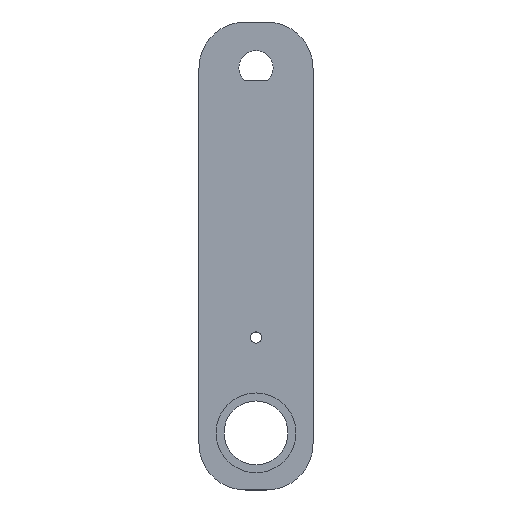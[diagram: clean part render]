
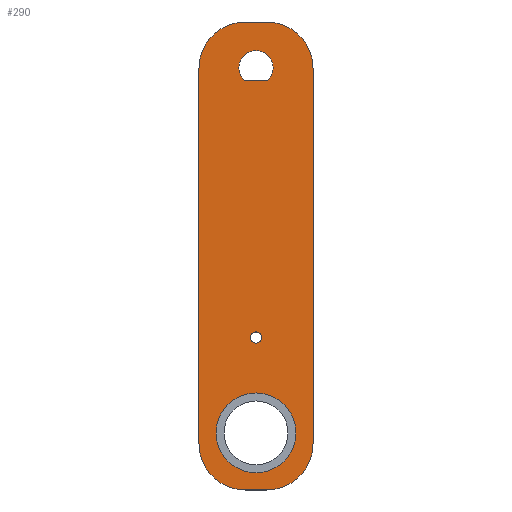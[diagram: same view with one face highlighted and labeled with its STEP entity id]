
A CAD part, top view. The second image highlights one B-rep face of the part: STEP entity #290.
In plain terms, the highlighted planar face has unit normal (0, 0, 1).
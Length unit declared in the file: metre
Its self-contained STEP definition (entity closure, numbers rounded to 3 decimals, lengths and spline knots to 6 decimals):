
#21=CIRCLE('',#310,0.020279);
#23=CIRCLE('',#314,0.020279);
#25=CIRCLE('',#318,0.020279);
#27=CIRCLE('',#323,0.0175);
#28=CIRCLE('',#325,0.0025);
#31=CIRCLE('',#329,0.0075);
#33=CIRCLE('',#332,0.020279);
#88=ORIENTED_EDGE('',*,*,#140,.T.);
#89=ORIENTED_EDGE('',*,*,#147,.F.);
#90=ORIENTED_EDGE('',*,*,#144,.F.);
#91=ORIENTED_EDGE('',*,*,#143,.F.);
#92=ORIENTED_EDGE('',*,*,#118,.T.);
#93=ORIENTED_EDGE('',*,*,#122,.T.);
#94=ORIENTED_EDGE('',*,*,#125,.T.);
#95=ORIENTED_EDGE('',*,*,#128,.T.);
#96=ORIENTED_EDGE('',*,*,#131,.F.);
#97=ORIENTED_EDGE('',*,*,#134,.T.);
#98=ORIENTED_EDGE('',*,*,#137,.F.);
#99=ORIENTED_EDGE('',*,*,#149,.T.);
#118=EDGE_CURVE('',#155,#154,#180,.T.);
#122=EDGE_CURVE('',#154,#157,#21,.T.);
#125=EDGE_CURVE('',#157,#159,#185,.T.);
#128=EDGE_CURVE('',#159,#161,#23,.T.);
#131=EDGE_CURVE('',#163,#161,#189,.T.);
#134=EDGE_CURVE('',#163,#165,#25,.T.);
#137=EDGE_CURVE('',#167,#165,#193,.T.);
#140=EDGE_CURVE('',#171,#170,#196,.T.);
#143=EDGE_CURVE('',#173,#173,#27,.T.);
#144=EDGE_CURVE('',#174,#174,#28,.T.);
#147=EDGE_CURVE('',#171,#170,#31,.T.);
#149=EDGE_CURVE('',#167,#155,#33,.T.);
#154=VERTEX_POINT('',#431);
#155=VERTEX_POINT('',#433);
#157=VERTEX_POINT('',#439);
#159=VERTEX_POINT('',#445);
#161=VERTEX_POINT('',#451);
#163=VERTEX_POINT('',#457);
#165=VERTEX_POINT('',#463);
#167=VERTEX_POINT('',#469);
#170=VERTEX_POINT('',#476);
#171=VERTEX_POINT('',#478);
#173=VERTEX_POINT('',#484);
#174=VERTEX_POINT('',#487);
#180=LINE('',#432,#200);
#185=LINE('',#446,#205);
#189=LINE('',#458,#209);
#193=LINE('',#470,#213);
#196=LINE('',#477,#216);
#200=VECTOR('',#345,1.);
#205=VECTOR('',#358,1.);
#209=VECTOR('',#370,1.);
#213=VECTOR('',#382,1.);
#216=VECTOR('',#387,1.);
#232=EDGE_LOOP('',(#88,#89));
#233=EDGE_LOOP('',(#90));
#234=EDGE_LOOP('',(#91));
#235=EDGE_LOOP('',(#92,#93,#94,#95,#96,#97,#98,#99));
#258=FACE_BOUND('',#232,.T.);
#259=FACE_BOUND('',#233,.T.);
#260=FACE_BOUND('',#234,.T.);
#261=FACE_BOUND('',#235,.T.);
#275=PLANE('',#333);
#290=ADVANCED_FACE('',(#258,#259,#260,#261),#275,.T.);
#310=AXIS2_PLACEMENT_3D('',#440,#352,#353);
#314=AXIS2_PLACEMENT_3D('',#452,#364,#365);
#318=AXIS2_PLACEMENT_3D('',#464,#376,#377);
#323=AXIS2_PLACEMENT_3D('',#483,#393,#394);
#325=AXIS2_PLACEMENT_3D('',#486,#397,#398);
#329=AXIS2_PLACEMENT_3D('',#492,#405,#406);
#332=AXIS2_PLACEMENT_3D('',#495,#411,#412);
#333=AXIS2_PLACEMENT_3D('',#496,#413,#414);
#345=DIRECTION('',(0.,1.,0.));
#352=DIRECTION('',(0.,0.,1.));
#353=DIRECTION('',(1.,0.,0.));
#358=DIRECTION('',(-1.,0.,0.));
#364=DIRECTION('',(0.,0.,1.));
#365=DIRECTION('',(1.,0.,0.));
#370=DIRECTION('',(0.,1.,0.));
#376=DIRECTION('',(0.,0.,1.));
#377=DIRECTION('',(1.,0.,0.));
#382=DIRECTION('',(-1.,0.,0.));
#387=DIRECTION('',(-1.,0.,0.));
#393=DIRECTION('',(0.,0.,1.));
#394=DIRECTION('',(1.,0.,0.));
#397=DIRECTION('',(0.,0.,1.));
#398=DIRECTION('',(1.,0.,0.));
#405=DIRECTION('',(0.,0.,1.));
#406=DIRECTION('',(1.,0.,0.));
#411=DIRECTION('',(0.,0.,1.));
#412=DIRECTION('',(1.,0.,0.));
#413=DIRECTION('',(0.,0.,1.));
#414=DIRECTION('',(1.,0.,0.));
#431=CARTESIAN_POINT('',(0.025,0.082221,0.006));
#432=CARTESIAN_POINT('',(0.025,0.,0.006));
#433=CARTESIAN_POINT('',(0.025,-0.082221,0.006));
#439=CARTESIAN_POINT('',(0.004721,0.1025,0.006));
#440=CARTESIAN_POINT('',(0.004721,0.082221,0.006));
#445=CARTESIAN_POINT('',(-0.004721,0.1025,0.006));
#446=CARTESIAN_POINT('',(0.,0.1025,0.006));
#451=CARTESIAN_POINT('',(-0.025,0.082221,0.006));
#452=CARTESIAN_POINT('',(-0.004721,0.082221,0.006));
#457=CARTESIAN_POINT('',(-0.025,-0.082221,0.006));
#458=CARTESIAN_POINT('',(-0.025,0.,0.006));
#463=CARTESIAN_POINT('',(-0.004721,-0.1025,0.006));
#464=CARTESIAN_POINT('',(-0.004721,-0.082221,0.006));
#469=CARTESIAN_POINT('',(0.004721,-0.1025,0.006));
#470=CARTESIAN_POINT('',(0.,-0.1025,0.006));
#476=CARTESIAN_POINT('',(-0.005099,0.077,0.006));
#477=CARTESIAN_POINT('',(0.,0.077,0.006));
#478=CARTESIAN_POINT('',(0.005099,0.077,0.006));
#483=CARTESIAN_POINT('',(0.,-0.0775,0.006));
#484=CARTESIAN_POINT('',(0.0175,-0.0775,0.006));
#486=CARTESIAN_POINT('',(0.,-0.03575,0.006));
#487=CARTESIAN_POINT('',(0.0025,-0.03575,0.006));
#492=CARTESIAN_POINT('',(0.,0.0825,0.006));
#495=CARTESIAN_POINT('',(0.004721,-0.082221,0.006));
#496=CARTESIAN_POINT('',(0.,0.,0.006));
